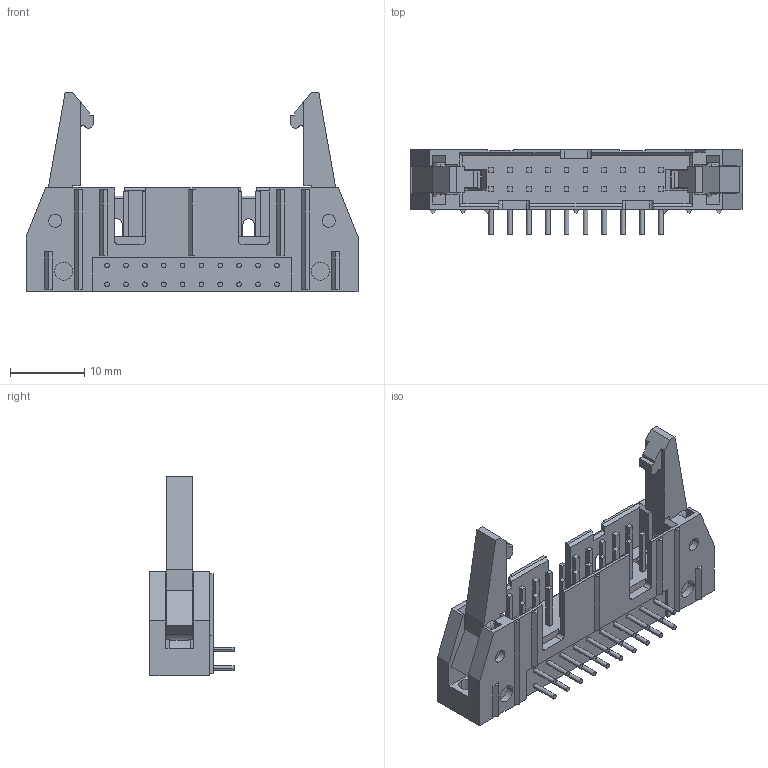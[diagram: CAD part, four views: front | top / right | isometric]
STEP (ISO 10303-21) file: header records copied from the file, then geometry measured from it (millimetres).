
FILE_DESCRIPTION((''),'2;1');
FILE_NAME('C-5499141-4','2019-03-07T07:21:23',('workeradm'),('TE Connectivity Ltd.'),'CREO PARAMETRIC BY PTC INC, 2018190','CREO PARAMETRIC BY PTC INC, 2018190','');
FILE_SCHEMA(('AUTOMOTIVE_DESIGN { 1 0 10303 214 1 1 1 1 }'));
Length unit declared in the file: millimetre
Products named in the file (1): C-5499141-4
Bounding box: 44.7 x 11.33 x 26.8 mm (x, y, z)
Volume: 3343 mm3; surface area: 4069.8 mm2
Topology: 1 solids, 1 shells, 440 faces, 1169 edges, 770 vertices
Faces by surface type: plane 342, cylinder 90, sphere 8
Entity records: 13601 total; most frequent: CARTESIAN_POINT 2373, ORIENTED_EDGE 2322, DIRECTION 2261, EDGE_CURVE 1161, VECTOR 941, LINE 941, VERTEX_POINT 770, AXIS2_PLACEMENT_3D 660
